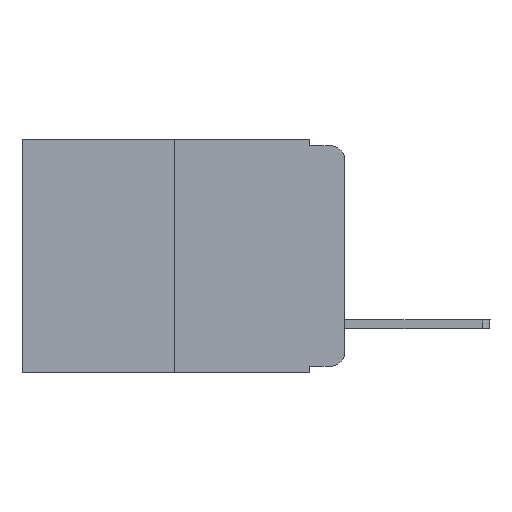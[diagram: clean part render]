
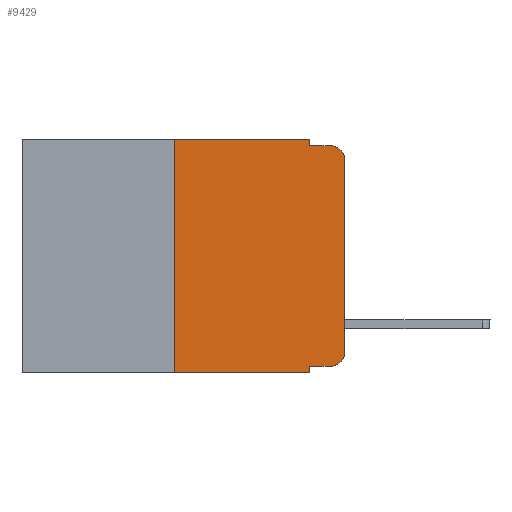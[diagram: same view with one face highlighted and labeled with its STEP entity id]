
A CAD part, left-side view. The second image highlights one B-rep face of the part: STEP entity #9429.
In plain terms, the highlighted planar face has unit normal (-1, 0, 0).
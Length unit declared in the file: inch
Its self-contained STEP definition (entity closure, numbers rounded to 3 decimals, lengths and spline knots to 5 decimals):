
#260 = LINE ( 'NONE', #20886, #5287 ) ;
#762 = VERTEX_POINT ( 'NONE', #8492 ) ;
#825 = DIRECTION ( 'NONE',  ( 0., 0., -1. ) ) ;
#886 = DIRECTION ( 'NONE',  ( 0., 0., 1. ) ) ;
#949 = PLANE ( 'NONE',  #9474 ) ;
#1003 = ORIENTED_EDGE ( 'NONE', *, *, #8398, .T. ) ;
#1282 = DIRECTION ( 'NONE',  ( 0., 0., -1. ) ) ;
#1502 = CARTESIAN_POINT ( 'NONE',  ( 0., 0.051, 0. ) ) ;
#2448 = CARTESIAN_POINT ( 'NONE',  ( 0., 0., -0.313 ) ) ;
#3391 = DIRECTION ( 'NONE',  ( -1., 0., 0. ) ) ;
#3662 = EDGE_CURVE ( 'NONE', #4365, #21282, #18764, .T. ) ;
#4126 = ORIENTED_EDGE ( 'NONE', *, *, #5516, .T. ) ;
#4365 = VERTEX_POINT ( 'NONE', #19760 ) ;
#5287 = VECTOR ( 'NONE', #886, 39.37008 ) ;
#5516 = EDGE_CURVE ( 'NONE', #20981, #7172, #11610, .T. ) ;
#5619 = AXIS2_PLACEMENT_3D ( 'NONE', #17705, #3391, #1282 ) ;
#6829 = VECTOR ( 'NONE', #9886, 39.37008 ) ;
#6842 = ORIENTED_EDGE ( 'NONE', *, *, #26017, .F. ) ;
#6889 = LINE ( 'NONE', #12999, #23580 ) ;
#7137 = ORIENTED_EDGE ( 'NONE', *, *, #21651, .T. ) ;
#7172 = VERTEX_POINT ( 'NONE', #20035 ) ;
#7613 = DIRECTION ( 'NONE',  ( 0., 0., -1. ) ) ;
#8277 = VERTEX_POINT ( 'NONE', #16825 ) ;
#8398 = EDGE_CURVE ( 'NONE', #762, #14318, #19151, .T. ) ;
#8492 = CARTESIAN_POINT ( 'NONE',  ( 0., 0.02, -0.333 ) ) ;
#8605 = VERTEX_POINT ( 'NONE', #14397 ) ;
#9081 = ORIENTED_EDGE ( 'NONE', *, *, #3662, .F. ) ;
#9155 = CARTESIAN_POINT ( 'NONE',  ( 0., 0.25, 0. ) ) ;
#9385 = ORIENTED_EDGE ( 'NONE', *, *, #24253, .T. ) ;
#9429 = ADVANCED_FACE ( 'NONE', ( #11288 ), #949, .F. ) ;
#9467 = DIRECTION ( 'NONE',  ( -1., 0., 0. ) ) ;
#9474 = AXIS2_PLACEMENT_3D ( 'NONE', #15256, #24907, #825 ) ;
#9857 = CARTESIAN_POINT ( 'NONE',  ( 0., 0.02, -0.03 ) ) ;
#9886 = DIRECTION ( 'NONE',  ( 0., -1., 0. ) ) ;
#10571 = VECTOR ( 'NONE', #19024, 39.37008 ) ;
#11157 = VECTOR ( 'NONE', #7613, 39.37008 ) ;
#11288 = FACE_OUTER_BOUND ( 'NONE', #14780, .T. ) ;
#11610 = LINE ( 'NONE', #12139, #6829 ) ;
#11737 = ORIENTED_EDGE ( 'NONE', *, *, #23624, .F. ) ;
#11796 = ORIENTED_EDGE ( 'NONE', *, *, #18365, .F. ) ;
#11908 = CARTESIAN_POINT ( 'NONE',  ( 0., 0.02, -0.01 ) ) ;
#12139 = CARTESIAN_POINT ( 'NONE',  ( 0., 0.473, -0.343 ) ) ;
#12976 = CIRCLE ( 'NONE', #16776, 0.02 ) ;
#12999 = CARTESIAN_POINT ( 'NONE',  ( 0., 0.051, -0.333 ) ) ;
#13593 = DIRECTION ( 'NONE',  ( 0., -1., 0. ) ) ;
#14093 = LINE ( 'NONE', #26099, #25624 ) ;
#14318 = VERTEX_POINT ( 'NONE', #2448 ) ;
#14397 = CARTESIAN_POINT ( 'NONE',  ( 0., 0.051, -0.333 ) ) ;
#14706 = LINE ( 'NONE', #14829, #18849 ) ;
#14780 = EDGE_LOOP ( 'NONE', ( #7137, #24051, #11737, #9081, #23085, #6842, #4126, #11796, #9385, #1003 ) ) ;
#14829 = CARTESIAN_POINT ( 'NONE',  ( 0., 0.25, 0. ) ) ;
#15113 = DIRECTION ( 'NONE',  ( 0., -1., 0. ) ) ;
#15256 = CARTESIAN_POINT ( 'NONE',  ( 0., 0.473, 0. ) ) ;
#15563 = DIRECTION ( 'NONE',  ( 0., 0., -1. ) ) ;
#16387 = CARTESIAN_POINT ( 'NONE',  ( 0., 0.25, -0.343 ) ) ;
#16582 = CARTESIAN_POINT ( 'NONE',  ( 0., 0.473, 0. ) ) ;
#16776 = AXIS2_PLACEMENT_3D ( 'NONE', #9857, #9467, #15563 ) ;
#16825 = CARTESIAN_POINT ( 'NONE',  ( 0., 0., -0.03 ) ) ;
#17418 = VERTEX_POINT ( 'NONE', #9155 ) ;
#17705 = CARTESIAN_POINT ( 'NONE',  ( 0., 0.02, -0.313 ) ) ;
#17799 = LINE ( 'NONE', #1502, #11157 ) ;
#18365 = EDGE_CURVE ( 'NONE', #8605, #7172, #17799, .T. ) ;
#18764 = LINE ( 'NONE', #20877, #10571 ) ;
#18849 = VECTOR ( 'NONE', #20909, 39.37008 ) ;
#19024 = DIRECTION ( 'NONE',  ( 0., 0., -1. ) ) ;
#19151 = CIRCLE ( 'NONE', #5619, 0.02 ) ;
#19760 = CARTESIAN_POINT ( 'NONE',  ( 0., 0.051, 0. ) ) ;
#20035 = CARTESIAN_POINT ( 'NONE',  ( 0., 0.051, -0.343 ) ) ;
#20117 = EDGE_CURVE ( 'NONE', #17418, #4365, #22795, .T. ) ;
#20877 = CARTESIAN_POINT ( 'NONE',  ( 0., 0.051, 0. ) ) ;
#20886 = CARTESIAN_POINT ( 'NONE',  ( 0., 0., 0. ) ) ;
#20909 = DIRECTION ( 'NONE',  ( 0., 0., 1. ) ) ;
#20981 = VERTEX_POINT ( 'NONE', #16387 ) ;
#21129 = EDGE_CURVE ( 'NONE', #8277, #25679, #12976, .T. ) ;
#21282 = VERTEX_POINT ( 'NONE', #23435 ) ;
#21651 = EDGE_CURVE ( 'NONE', #14318, #8277, #260, .T. ) ;
#22795 = LINE ( 'NONE', #16582, #25974 ) ;
#23085 = ORIENTED_EDGE ( 'NONE', *, *, #20117, .F. ) ;
#23435 = CARTESIAN_POINT ( 'NONE',  ( 0., 0.051, -0.01 ) ) ;
#23580 = VECTOR ( 'NONE', #15113, 39.37008 ) ;
#23624 = EDGE_CURVE ( 'NONE', #21282, #25679, #14093, .T. ) ;
#24051 = ORIENTED_EDGE ( 'NONE', *, *, #21129, .T. ) ;
#24253 = EDGE_CURVE ( 'NONE', #8605, #762, #6889, .T. ) ;
#24630 = DIRECTION ( 'NONE',  ( 0., -1., 0. ) ) ;
#24907 = DIRECTION ( 'NONE',  ( 1., 0., 0. ) ) ;
#25624 = VECTOR ( 'NONE', #13593, 39.37008 ) ;
#25679 = VERTEX_POINT ( 'NONE', #11908 ) ;
#25974 = VECTOR ( 'NONE', #24630, 39.37008 ) ;
#26017 = EDGE_CURVE ( 'NONE', #20981, #17418, #14706, .T. ) ;
#26099 = CARTESIAN_POINT ( 'NONE',  ( 0., 0.051, -0.01 ) ) ;
